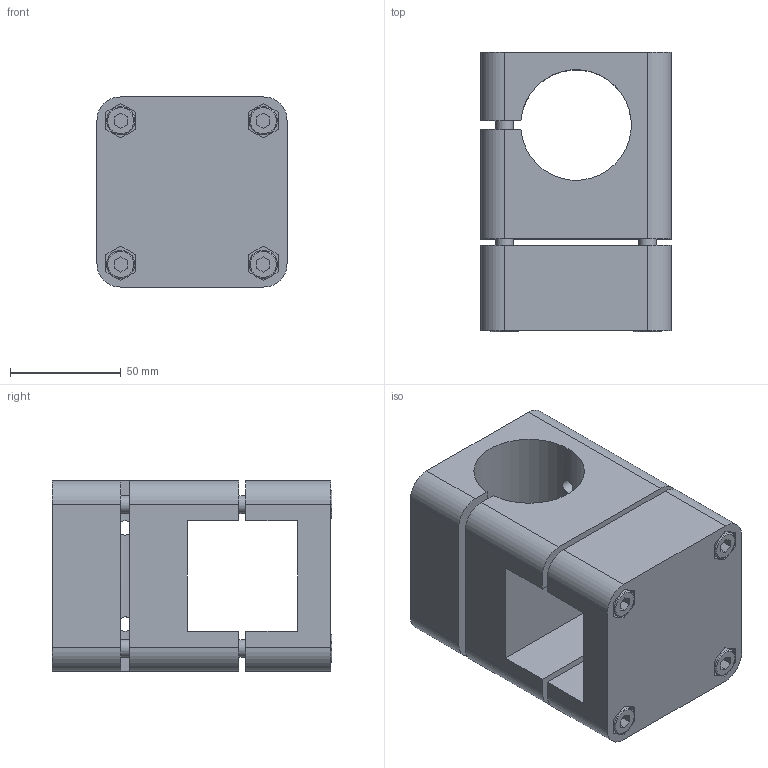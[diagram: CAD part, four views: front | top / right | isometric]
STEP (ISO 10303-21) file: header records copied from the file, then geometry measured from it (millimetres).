
FILE_DESCRIPTION( ( 'STEP AP214' ), '1' );
FILE_NAME( 'K0497.5050.stp', '2020-12-08T10:36:23', ( '' ), ( '' ), ' ', 'PARTsolutions', ' ' );
FILE_SCHEMA( ( 'AUTOMOTIVE_DESIGN { 1 0 10303 214 1 1 1 1 }' ) );
Length unit declared in the file: millimetre
Products named in the file (1): _K0497.5050
Bounding box: 86 x 126.5 x 86 mm (x, y, z)
Volume: 509320.4 mm3; surface area: 103077.3 mm2
Topology: 1 solids, 3 shells, 184 faces, 441 edges, 293 vertices
Faces by surface type: plane 123, cylinder 49, cone 6, torus 6
Full cylindrical faces by diameter (mm): 6.5 x2, 6.647 x4, 8 x6, 8.5 x8, 10 x2, 12.5 x6, 12.8 x4, 14 x2
Entity records: 6604 total; most frequent: CARTESIAN_POINT 969, DIRECTION 858, ORIENTED_EDGE 756, EDGE_CURVE 378, AXIS2_PLACEMENT_3D 297, EDGE_LOOP 282, VERTEX_POINT 276, LINE 264
